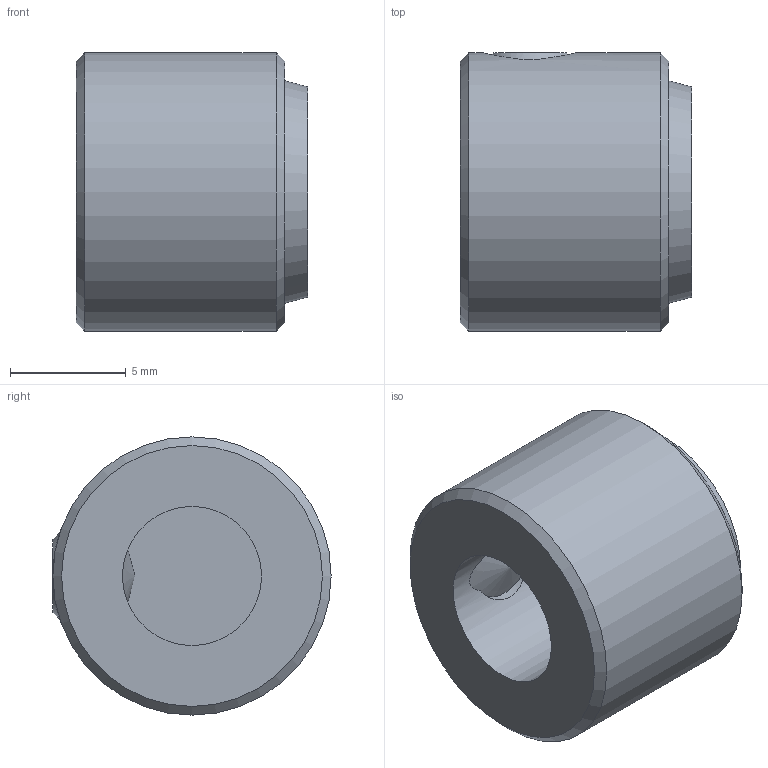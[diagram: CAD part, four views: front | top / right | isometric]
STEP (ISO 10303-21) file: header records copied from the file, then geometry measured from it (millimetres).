
FILE_DESCRIPTION(/* description */ ('STEP AP214'),/* implementation_level */ '2;1');
FILE_NAME(/* name */ '11133_YSRP-12',/* time_stamp */ '2024-09-18T13:46:34+02:00',/* author */ ('License CC BY-ND 4.0'),/* organization */ ('CADENAS'),/* preprocessor_version */ 'ST-DEVELOPER v19.3',/* originating_system */ 'PARTsolutions',/* authorisation */ ' ');
FILE_SCHEMA (('AUTOMOTIVE_DESIGN {1 0 10303 214 3 1 1}'));
Length unit declared in the file: millimetre
Products named in the file (1): 11133 YSRP-12
Bounding box: 10 x 12 x 12 mm (x, y, z)
Volume: 906 mm3; surface area: 700.8 mm2
Topology: 1 solids, 1 shells, 23 faces, 49 edges, 32 vertices
Faces by surface type: plane 12, cone 7, cylinder 4
Full cylindrical faces by diameter (mm): 6 x1, 12 x1
Entity records: 620 total; most frequent: CARTESIAN_POINT 137, DIRECTION 92, ORIENTED_EDGE 78, EDGE_CURVE 39, AXIS2_PLACEMENT_3D 37, FACE_BOUND 35, EDGE_LOOP 34, VERTEX_POINT 30
